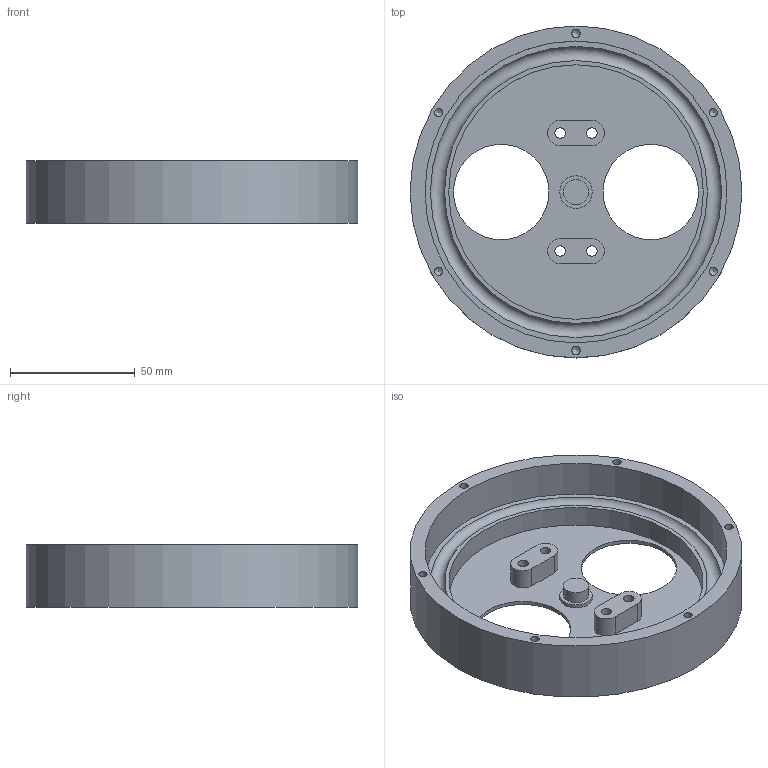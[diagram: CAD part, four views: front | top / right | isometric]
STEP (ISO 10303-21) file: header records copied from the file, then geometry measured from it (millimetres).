
FILE_DESCRIPTION(/* description */ (''),/* implementation_level */ '2;1');
FILE_NAME(/* name */ 'Frame.step',/* time_stamp */ '2024-09-26T14:39:13+02:00',/* author */ (''),/* organization */ (''),/* preprocessor_version */ 'ST-DEVELOPER v20',/* originating_system */ 'Autodesk Translation Framework v13.14.0.145',/* authorisation */ '');
FILE_SCHEMA (('AUTOMOTIVE_DESIGN { 1 0 10303 214 3 1 1 }'));
Length unit declared in the file: millimetre
Products named in the file (3): Samenstelling; Bevestigingspaneel; Rotatieschijf
Assembly tree (2 placements, depth 2):
  Samenstelling
    Bevestigingspaneel
    Rotatieschijf
Bounding box: 133 x 133 x 25 mm (x, y, z)
Volume: 101683.6 mm3; surface area: 45616.6 mm2
Topology: 1 solids, 1 shells, 49 faces, 102 edges, 66 vertices
Faces by surface type: cylinder 25, plane 17, cone 6, torus 1
Full cylindrical faces by diameter (mm): 3.332 x6, 4.2 x4, 4.234 x4, 10 x1, 13 x1, 38.2 x2, 102 x1, 121 x1, 133 x1
Entity records: 1395 total; most frequent: DIRECTION 257, CARTESIAN_POINT 216, ORIENTED_EDGE 192, AXIS2_PLACEMENT_3D 107, EDGE_CURVE 96, EDGE_LOOP 78, VERTEX_POINT 66, CIRCLE 53
